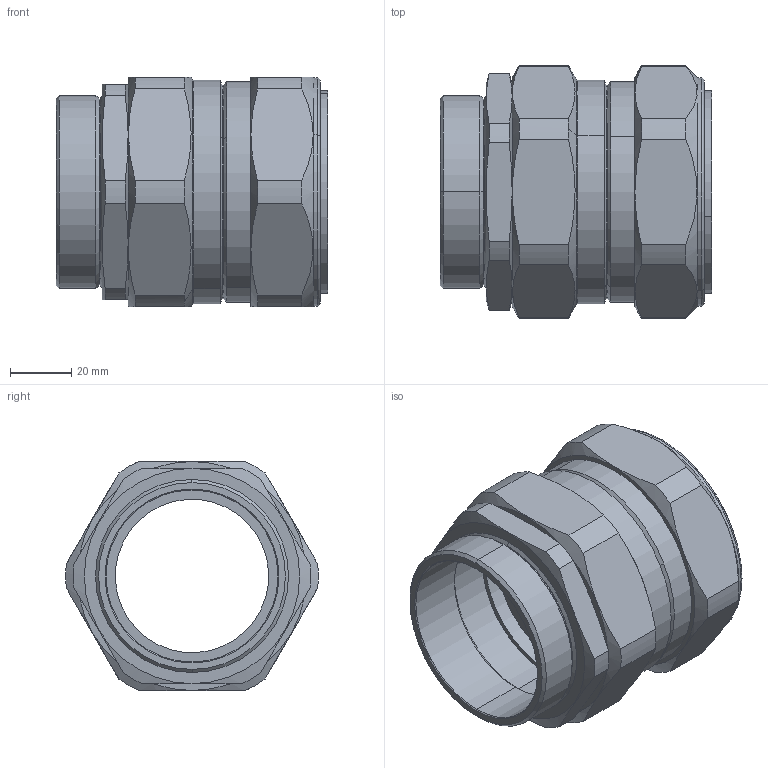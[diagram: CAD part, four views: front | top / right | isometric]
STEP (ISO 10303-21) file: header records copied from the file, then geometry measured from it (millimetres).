
FILE_DESCRIPTION (( 'STEP AP203' ), '1' );
FILE_NAME ('CX 63s.step', '2015-12-01T15:40:38', ( 'bel_it' ), ( '' ), 'SwSTEP 2.0', 'SolidWorks 2014', '' );
FILE_SCHEMA (( 'CONFIG_CONTROL_DESIGN' ));
Length unit declared in the file: millimetre
Products named in the file (1): CX 63s
Bounding box: 88.65 x 82.46 x 75 mm (x, y, z)
Surface area: 47176.8 mm2 (no closed solid volume)
Topology: 0 solids, 8 shells, 128 faces, 314 edges, 198 vertices
Faces by surface type: cone 48, cylinder 42, plane 30, torus 8
Entity records: 4206 total; most frequent: CARTESIAN_POINT 1083, DIRECTION 684, ORIENTED_EDGE 596, EDGE_CURVE 314, AXIS2_PLACEMENT_3D 291, VERTEX_POINT 198, CIRCLE 162, EDGE_LOOP 140
